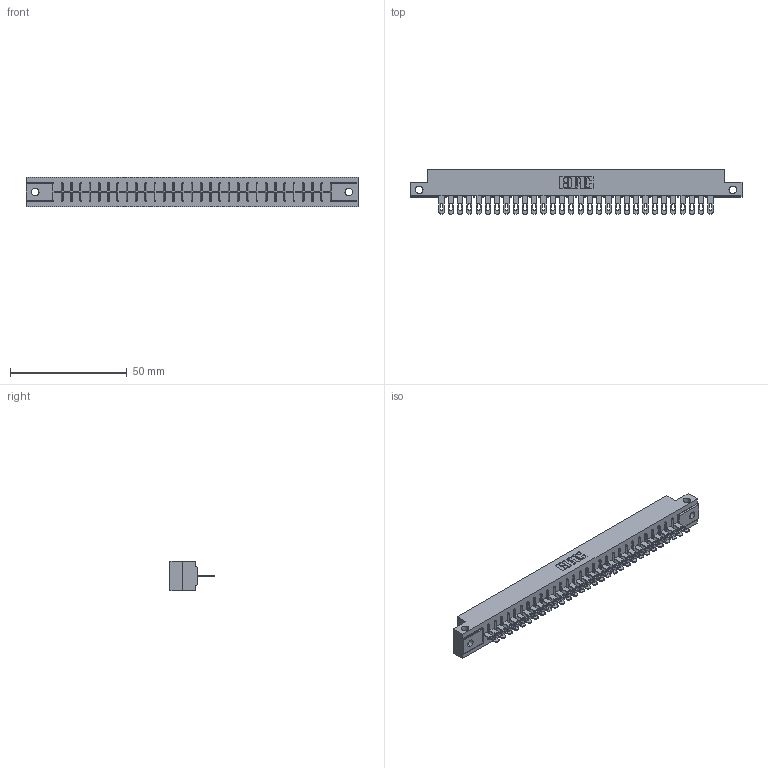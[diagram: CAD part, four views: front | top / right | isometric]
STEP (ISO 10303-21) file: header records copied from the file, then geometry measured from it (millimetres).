
FILE_DESCRIPTION (( 'STEP AP203' ), '1' );
FILE_NAME ('316-030-400-112.STEP', '2020-09-23T00:23:20', ( '' ), ( '' ), 'SwSTEP 2.0', 'SolidWorks 2020', '' );
FILE_SCHEMA (( 'CONFIG_CONTROL_DESIGN' ));
Length unit declared in the file: inch
Products named in the file (3): 306 Part_.128 Dia; 316-030-400-112; 306-290-001_100
Assembly tree (31 placements, depth 2):
  316-030-400-112
    306 Part_.128 Dia
    306-290-001_100  x30
Bounding box: 141.88 x 18.87 x 12.7 mm (x, y, z)
Volume: 15481.2 mm3; surface area: 16312.5 mm2
Topology: 31 solids, 31 shells, 2408 faces, 6802 edges, 4368 vertices
Faces by surface type: plane 1568, cylinder 720, sphere 120
Entity records: 30101 total; most frequent: CARTESIAN_POINT 5101, ORIENTED_EDGE 5012, DIRECTION 4970, EDGE_CURVE 2506, VECTOR 1936, LINE 1936, VERTEX_POINT 1584, AXIS2_PLACEMENT_3D 1517
